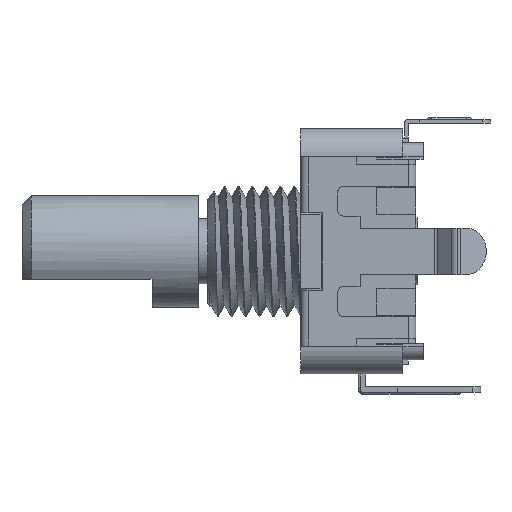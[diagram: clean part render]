
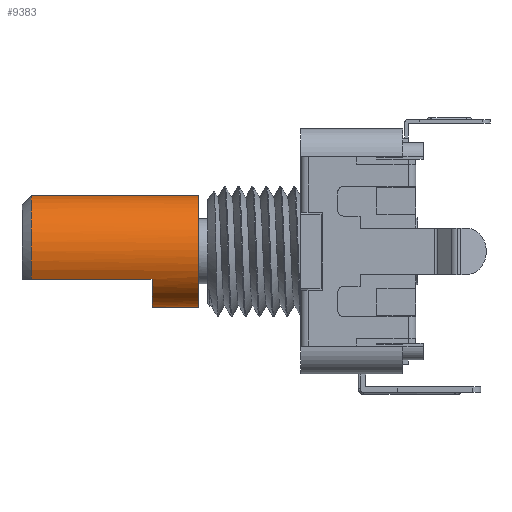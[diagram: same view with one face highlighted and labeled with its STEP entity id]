
A CAD part, left-side view. The second image highlights one B-rep face of the part: STEP entity #9383.
In plain terms, the highlighted cylindrical face has radius 3 mm (diameter 6 mm), a partial arc.
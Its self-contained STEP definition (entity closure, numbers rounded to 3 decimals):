
#188 = EDGE_CURVE ( 'NONE', #11596, #11052, #2569, .T. ) ;
#360 = CARTESIAN_POINT ( 'NONE',  ( 0., 6.6, -3. ) ) ;
#421 = CARTESIAN_POINT ( 'NONE',  ( -2.399, 6.6, 1.844 ) ) ;
#660 = B_SPLINE_CURVE_WITH_KNOTS ( 'NONE', 3,
 ( #4753, #13292, #16149, #7620, #17570, #9063 ),
 .UNSPECIFIED., .F., .F.,
 ( 4, 2, 4 ),
 ( 0., 0.5, 1. ),
 .UNSPECIFIED. ) ;
#848 = AXIS2_PLACEMENT_3D ( 'NONE', #18113, #16818, #18237 ) ;
#1330 = ORIENTED_EDGE ( 'NONE', *, *, #11385, .T. ) ;
#1860 = CARTESIAN_POINT ( 'NONE',  ( -1.511, 6.6, 2.621 ) ) ;
#2096 = CARTESIAN_POINT ( 'NONE',  ( 0., 6.6, 0. ) ) ;
#2569 = CIRCLE ( 'NONE', #848, 3. ) ;
#2751 = VERTEX_POINT ( 'NONE', #9845 ) ;
#2843 = CARTESIAN_POINT ( 'NONE',  ( 0., 6.6, -3. ) ) ;
#3088 = CARTESIAN_POINT ( 'NONE',  ( 0., 6.6, 3. ) ) ;
#3239 = CARTESIAN_POINT ( 'NONE',  ( -1.511, 6.6, -2.621 ) ) ;
#3307 = CARTESIAN_POINT ( 'NONE',  ( -0.393, 6.6, 3. ) ) ;
#4301 = ORIENTED_EDGE ( 'NONE', *, *, #15286, .T. ) ;
#4306 = VERTEX_POINT ( 'NONE', #10041 ) ;
#4636 = ORIENTED_EDGE ( 'NONE', *, *, #8601, .T. ) ;
#4699 = CARTESIAN_POINT ( 'NONE',  ( -2.399, 6.6, -1.844 ) ) ;
#4753 = CARTESIAN_POINT ( 'NONE',  ( -2.598, 9.1, -1.5 ) ) ;
#5420 = ORIENTED_EDGE ( 'NONE', *, *, #188, .T. ) ;
#5665 = ORIENTED_EDGE ( 'NONE', *, *, #8928, .F. ) ;
#5811 = VERTEX_POINT ( 'NONE', #3088 ) ;
#6140 = CARTESIAN_POINT ( 'NONE',  ( -2.922, 6.6, -0.785 ) ) ;
#7241 = CARTESIAN_POINT ( 'NONE',  ( 0., 6.6, 3. ) ) ;
#7574 = CARTESIAN_POINT ( 'NONE',  ( -3., 6.6, 0.393 ) ) ;
#7620 = CARTESIAN_POINT ( 'NONE',  ( -1.047, 9.1, -2.86 ) ) ;
#7985 = CYLINDRICAL_SURFACE ( 'NONE', #11792, 3. ) ;
#8545 = EDGE_LOOP ( 'NONE', ( #5665, #5420, #4636, #1330, #4301, #15966 ) ) ;
#8601 = EDGE_CURVE ( 'NONE', #11052, #2751, #14461, .T. ) ;
#8897 = VERTEX_POINT ( 'NONE', #2843 ) ;
#8928 = EDGE_CURVE ( 'NONE', #11596, #5811, #10484, .T. ) ;
#8956 = CARTESIAN_POINT ( 'NONE',  ( -0.393, 6.6, -3. ) ) ;
#9018 = CARTESIAN_POINT ( 'NONE',  ( -2.621, 6.6, 1.511 ) ) ;
#9063 = CARTESIAN_POINT ( 'NONE',  ( 0., 9.1, -3. ) ) ;
#9304 = EDGE_CURVE ( 'NONE', #8897, #5811, #16577, .T. ) ;
#9383 = ADVANCED_FACE ( 'NONE', ( #12245 ), #7985, .T. ) ;
#9638 = CARTESIAN_POINT ( 'NONE',  ( 0., 15.6, 3. ) ) ;
#9845 = CARTESIAN_POINT ( 'NONE',  ( -2.598, 9.1, -1.5 ) ) ;
#10041 = CARTESIAN_POINT ( 'NONE',  ( 0., 9.1, -3. ) ) ;
#10463 = CARTESIAN_POINT ( 'NONE',  ( -1.844, 6.6, 2.399 ) ) ;
#10484 = LINE ( 'NONE', #7241, #17571 ) ;
#11052 = VERTEX_POINT ( 'NONE', #16532 ) ;
#11385 = EDGE_CURVE ( 'NONE', #2751, #4306, #660, .T. ) ;
#11530 = VECTOR ( 'NONE', #15423, 1000. ) ;
#11596 = VERTEX_POINT ( 'NONE', #9638 ) ;
#11792 = AXIS2_PLACEMENT_3D ( 'NONE', #2096, #12139, #17765 ) ;
#11845 = CARTESIAN_POINT ( 'NONE',  ( -0.785, 6.6, -2.922 ) ) ;
#11904 = CARTESIAN_POINT ( 'NONE',  ( -0.785, 6.6, 2.922 ) ) ;
#12139 = DIRECTION ( 'NONE',  ( 0., -1., 0. ) ) ;
#12245 = FACE_OUTER_BOUND ( 'NONE', #8545, .T. ) ;
#13249 = CARTESIAN_POINT ( 'NONE',  ( -1.844, 6.6, -2.399 ) ) ;
#13292 = CARTESIAN_POINT ( 'NONE',  ( -2.336, 9.1, -1.953 ) ) ;
#13303 = CARTESIAN_POINT ( 'NONE',  ( 0., 6.6, 3. ) ) ;
#13980 = CARTESIAN_POINT ( 'NONE',  ( 0., 6.6, -3. ) ) ;
#14461 = LINE ( 'NONE', #16366, #17804 ) ;
#14648 = CARTESIAN_POINT ( 'NONE',  ( -2.621, 6.6, -1.511 ) ) ;
#15286 = EDGE_CURVE ( 'NONE', #4306, #8897, #16158, .T. ) ;
#15423 = DIRECTION ( 'NONE',  ( 0., -1., 0. ) ) ;
#15966 = ORIENTED_EDGE ( 'NONE', *, *, #9304, .T. ) ;
#16100 = CARTESIAN_POINT ( 'NONE',  ( -3., 6.6, -0.393 ) ) ;
#16149 = CARTESIAN_POINT ( 'NONE',  ( -1.953, 9.1, -2.336 ) ) ;
#16158 = LINE ( 'NONE', #13980, #11530 ) ;
#16366 = CARTESIAN_POINT ( 'NONE',  ( -2.598, 6.6, -1.5 ) ) ;
#16532 = CARTESIAN_POINT ( 'NONE',  ( -2.598, 15.6, -1.5 ) ) ;
#16577 = B_SPLINE_CURVE_WITH_KNOTS ( 'NONE', 3,
 ( #360, #8956, #11845, #3239, #13249, #4699, #14648, #6140, #16100, #7574, #17514, #9018, #421, #10463, #1860, #11904, #3307, #13303 ),
 .UNSPECIFIED., .F., .F.,
 ( 4, 2, 2, 2, 2, 2, 2, 2, 4 ),
 ( 0., 0.125, 0.25, 0.375, 0.5, 0.625, 0.75, 0.875, 1. ),
 .UNSPECIFIED. ) ;
#16818 = DIRECTION ( 'NONE',  ( 0., -1., 0. ) ) ;
#17199 = DIRECTION ( 'NONE',  ( 0., -1., 0. ) ) ;
#17514 = CARTESIAN_POINT ( 'NONE',  ( -2.922, 6.6, 0.785 ) ) ;
#17570 = CARTESIAN_POINT ( 'NONE',  ( -0.524, 9.1, -3. ) ) ;
#17571 = VECTOR ( 'NONE', #17199, 1000. ) ;
#17765 = DIRECTION ( 'NONE',  ( 0., 0., -1. ) ) ;
#17804 = VECTOR ( 'NONE', #17805, 1000. ) ;
#17805 = DIRECTION ( 'NONE',  ( 0., -1., 0. ) ) ;
#18113 = CARTESIAN_POINT ( 'NONE',  ( 0., 15.6, 0. ) ) ;
#18237 = DIRECTION ( 'NONE',  ( 0., 0., -1. ) ) ;
